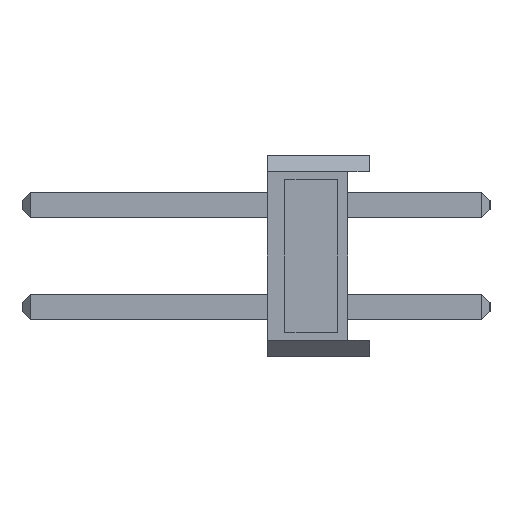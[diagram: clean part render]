
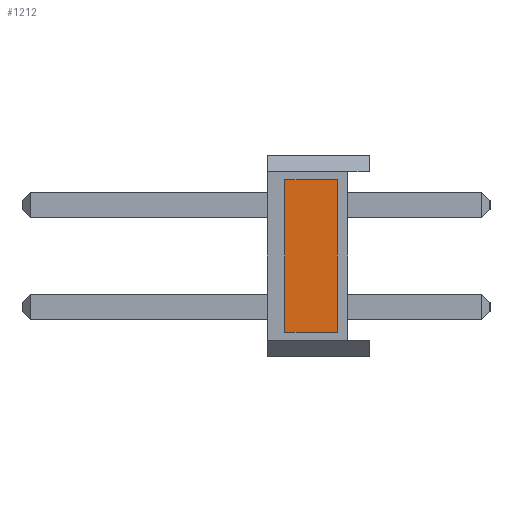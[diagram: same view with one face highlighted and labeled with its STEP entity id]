
A CAD part, left-side view. The second image highlights one B-rep face of the part: STEP entity #1212.
In plain terms, the highlighted planar face has unit normal (-1, 0, 0).
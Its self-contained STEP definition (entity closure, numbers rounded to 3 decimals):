
#1119 = EDGE_LOOP ( 'NONE', ( #13754, #2690, #31518, #1215 ) ) ;
#1212 = ADVANCED_FACE ( 'NONE', ( #13660 ), #38206, .F. ) ;
#1215 = ORIENTED_EDGE ( 'NONE', *, *, #19686, .T. ) ;
#2690 = ORIENTED_EDGE ( 'NONE', *, *, #2940, .F. ) ;
#2818 = DIRECTION ( 'NONE',  ( 0., 0., 1. ) ) ;
#2940 = EDGE_CURVE ( 'NONE', #7978, #40856, #46857, .T. ) ;
#4298 = LINE ( 'NONE', #49085, #39640 ) ;
#4522 = CARTESIAN_POINT ( 'NONE',  ( -1.27, 2.1, 1.9 ) ) ;
#7978 = VERTEX_POINT ( 'NONE', #45395 ) ;
#13660 = FACE_OUTER_BOUND ( 'NONE', #1119, .T. ) ;
#13754 = ORIENTED_EDGE ( 'NONE', *, *, #44976, .T. ) ;
#15372 = LINE ( 'NONE', #18217, #45194 ) ;
#15660 = DIRECTION ( 'NONE',  ( 0., -1., 0. ) ) ;
#17127 = CARTESIAN_POINT ( 'NONE',  ( -1.27, 0.8, 1.9 ) ) ;
#17628 = VERTEX_POINT ( 'NONE', #20731 ) ;
#18217 = CARTESIAN_POINT ( 'NONE',  ( -1.27, 0.8, 0. ) ) ;
#18567 = CARTESIAN_POINT ( 'NONE',  ( -1.27, 2.1, 0. ) ) ;
#19686 = EDGE_CURVE ( 'NONE', #46755, #17628, #4298, .T. ) ;
#20731 = CARTESIAN_POINT ( 'NONE',  ( -1.27, 0.8, -1.9 ) ) ;
#21880 = VECTOR ( 'NONE', #15660, 1000. ) ;
#22945 = DIRECTION ( 'NONE',  ( 0., 0., -1. ) ) ;
#31518 = ORIENTED_EDGE ( 'NONE', *, *, #37975, .F. ) ;
#33961 = DIRECTION ( 'NONE',  ( 1., 0., 0. ) ) ;
#37975 = EDGE_CURVE ( 'NONE', #46755, #7978, #50360, .T. ) ;
#38206 = PLANE ( 'NONE',  #40966 ) ;
#39640 = VECTOR ( 'NONE', #40938, 1000. ) ;
#40856 = VERTEX_POINT ( 'NONE', #17127 ) ;
#40938 = DIRECTION ( 'NONE',  ( 0., -1., 0. ) ) ;
#40966 = AXIS2_PLACEMENT_3D ( 'NONE', #18567, #33961, #22945 ) ;
#41201 = VECTOR ( 'NONE', #48932, 1000. ) ;
#44976 = EDGE_CURVE ( 'NONE', #17628, #40856, #15372, .T. ) ;
#45194 = VECTOR ( 'NONE', #2818, 1000. ) ;
#45213 = CARTESIAN_POINT ( 'NONE',  ( -1.27, 2.1, 0. ) ) ;
#45395 = CARTESIAN_POINT ( 'NONE',  ( -1.27, 2.1, 1.9 ) ) ;
#46501 = CARTESIAN_POINT ( 'NONE',  ( -1.27, 2.1, -1.9 ) ) ;
#46755 = VERTEX_POINT ( 'NONE', #46501 ) ;
#46857 = LINE ( 'NONE', #4522, #21880 ) ;
#48932 = DIRECTION ( 'NONE',  ( 0., 0., 1. ) ) ;
#49085 = CARTESIAN_POINT ( 'NONE',  ( -1.27, 2.1, -1.9 ) ) ;
#50360 = LINE ( 'NONE', #45213, #41201 ) ;
